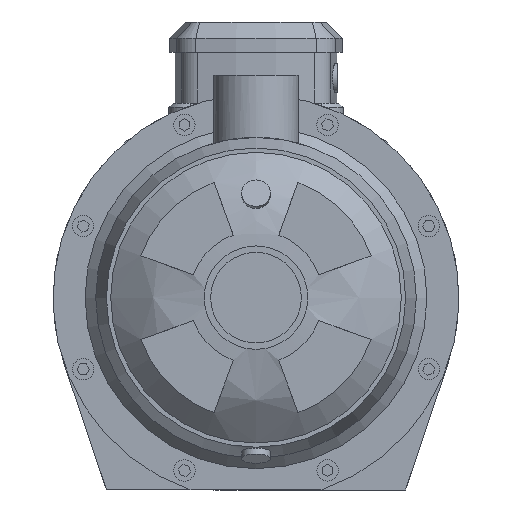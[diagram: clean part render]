
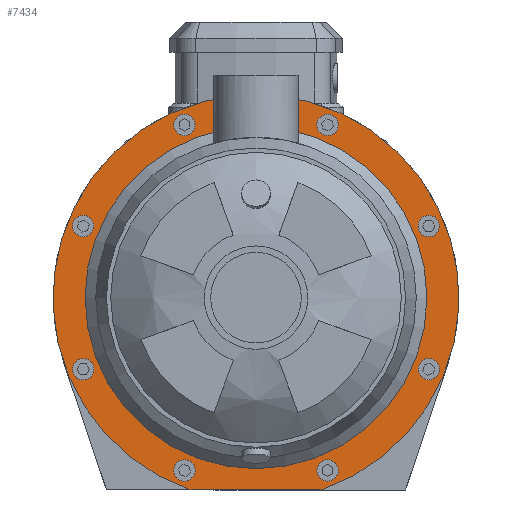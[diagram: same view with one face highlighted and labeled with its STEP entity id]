
A CAD part, left-side view. The second image highlights one B-rep face of the part: STEP entity #7434.
In plain terms, the highlighted planar face has unit normal (-1, 0, 0).
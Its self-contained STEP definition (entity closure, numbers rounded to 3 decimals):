
#173=FACE_BOUND('',#1257,.T.);
#174=FACE_BOUND('',#1258,.T.);
#175=FACE_BOUND('',#1259,.T.);
#176=FACE_BOUND('',#1260,.T.);
#177=FACE_BOUND('',#1261,.T.);
#178=FACE_BOUND('',#1262,.T.);
#179=FACE_BOUND('',#1263,.T.);
#180=FACE_BOUND('',#1264,.T.);
#181=FACE_BOUND('',#1265,.T.);
#207=CIRCLE('',#7839,5.);
#209=CIRCLE('',#7843,5.);
#211=CIRCLE('',#7847,5.);
#213=CIRCLE('',#7851,5.);
#215=CIRCLE('',#7855,5.);
#217=CIRCLE('',#7859,5.);
#219=CIRCLE('',#7863,5.);
#221=CIRCLE('',#7874,5.);
#254=CIRCLE('',#7940,80.);
#255=CIRCLE('',#7942,95.);
#780=FACE_OUTER_BOUND('',#1256,.T.);
#1256=EDGE_LOOP('',(#5217,#5218));
#1257=EDGE_LOOP('',(#5219));
#1258=EDGE_LOOP('',(#5220));
#1259=EDGE_LOOP('',(#5221));
#1260=EDGE_LOOP('',(#5222));
#1261=EDGE_LOOP('',(#5223));
#1262=EDGE_LOOP('',(#5224));
#1263=EDGE_LOOP('',(#5225));
#1264=EDGE_LOOP('',(#5226));
#1265=EDGE_LOOP('',(#5227));
#1777=LINE('',#11183,#2449);
#2449=VECTOR('',#8903,60.828);
#3062=VERTEX_POINT('',#11098);
#3064=VERTEX_POINT('',#11104);
#3066=VERTEX_POINT('',#11110);
#3068=VERTEX_POINT('',#11116);
#3070=VERTEX_POINT('',#11122);
#3072=VERTEX_POINT('',#11128);
#3074=VERTEX_POINT('',#11134);
#3088=VERTEX_POINT('',#11177);
#3089=VERTEX_POINT('',#11181);
#3090=VERTEX_POINT('',#11182);
#3132=VERTEX_POINT('',#11541);
#3838=EDGE_CURVE('',#3062,#3062,#207,.T.);
#3840=EDGE_CURVE('',#3064,#3064,#209,.T.);
#3842=EDGE_CURVE('',#3066,#3066,#211,.T.);
#3844=EDGE_CURVE('',#3068,#3068,#213,.T.);
#3846=EDGE_CURVE('',#3070,#3070,#215,.T.);
#3848=EDGE_CURVE('',#3072,#3072,#217,.T.);
#3850=EDGE_CURVE('',#3074,#3074,#219,.T.);
#3870=EDGE_CURVE('',#3088,#3088,#221,.T.);
#3871=EDGE_CURVE('',#3089,#3090,#1777,.T.);
#3927=EDGE_CURVE('',#3132,#3132,#254,.T.);
#3928=EDGE_CURVE('',#3089,#3090,#255,.T.);
#5217=ORIENTED_EDGE('',*,*,#3871,.T.);
#5218=ORIENTED_EDGE('',*,*,#3928,.F.);
#5219=ORIENTED_EDGE('',*,*,#3838,.T.);
#5220=ORIENTED_EDGE('',*,*,#3840,.T.);
#5221=ORIENTED_EDGE('',*,*,#3842,.T.);
#5222=ORIENTED_EDGE('',*,*,#3844,.T.);
#5223=ORIENTED_EDGE('',*,*,#3846,.T.);
#5224=ORIENTED_EDGE('',*,*,#3848,.T.);
#5225=ORIENTED_EDGE('',*,*,#3850,.T.);
#5226=ORIENTED_EDGE('',*,*,#3870,.T.);
#5227=ORIENTED_EDGE('',*,*,#3927,.T.);
#7110=PLANE('',#7941);
#7434=ADVANCED_FACE('',(#780,#173,#174,#175,#176,#177,#178,#179,#180,#181),
#7110,.T.);
#7839=AXIS2_PLACEMENT_3D('',#11099,#8809,#8810);
#7843=AXIS2_PLACEMENT_3D('',#11105,#8817,#8818);
#7847=AXIS2_PLACEMENT_3D('',#11111,#8825,#8826);
#7851=AXIS2_PLACEMENT_3D('',#11117,#8833,#8834);
#7855=AXIS2_PLACEMENT_3D('',#11123,#8841,#8842);
#7859=AXIS2_PLACEMENT_3D('',#11129,#8849,#8850);
#7863=AXIS2_PLACEMENT_3D('',#11135,#8857,#8858);
#7874=AXIS2_PLACEMENT_3D('',#11178,#8897,#8898);
#7940=AXIS2_PLACEMENT_3D('',#11542,#9049,#9050);
#7941=AXIS2_PLACEMENT_3D('',#11543,#9051,#9052);
#7942=AXIS2_PLACEMENT_3D('',#11544,#9053,#9054);
#8809=DIRECTION('center_axis',(1.,0.,0.));
#8810=DIRECTION('ref_axis',(0.,-0.707,-0.707));
#8817=DIRECTION('center_axis',(1.,0.,0.));
#8818=DIRECTION('ref_axis',(0.,-1.,0.));
#8825=DIRECTION('center_axis',(1.,0.,0.));
#8826=DIRECTION('ref_axis',(0.,-0.707,0.707));
#8833=DIRECTION('center_axis',(1.,0.,0.));
#8834=DIRECTION('ref_axis',(0.,0.,1.));
#8841=DIRECTION('center_axis',(1.,0.,0.));
#8842=DIRECTION('ref_axis',(0.,0.707,0.707));
#8849=DIRECTION('center_axis',(1.,0.,0.));
#8850=DIRECTION('ref_axis',(0.,1.,0.));
#8857=DIRECTION('center_axis',(1.,0.,0.));
#8858=DIRECTION('ref_axis',(0.,0.707,-0.707));
#8897=DIRECTION('center_axis',(1.,0.,0.));
#8898=DIRECTION('ref_axis',(0.,0.,-1.));
#8903=DIRECTION('',(0.,-1.,0.));
#9049=DIRECTION('center_axis',(1.,0.,0.));
#9050=DIRECTION('ref_axis',(0.,1.,0.));
#9051=DIRECTION('center_axis',(-1.,0.,0.));
#9052=DIRECTION('ref_axis',(0.,0.,1.));
#9053=DIRECTION('center_axis',(1.,0.,0.));
#9054=DIRECTION('ref_axis',(0.,1.,0.));
#11098=CARTESIAN_POINT('',(42.,84.375,127.02));
#11099=CARTESIAN_POINT('Origin',(42.,80.839,123.485));
#11104=CARTESIAN_POINT('',(42.,85.839,56.515));
#11105=CARTESIAN_POINT('Origin',(42.,80.839,56.515));
#11110=CARTESIAN_POINT('',(42.,37.02,5.625));
#11111=CARTESIAN_POINT('Origin',(42.,33.485,9.161));
#11116=CARTESIAN_POINT('',(42.,-33.485,4.161));
#11117=CARTESIAN_POINT('Origin',(42.,-33.485,9.161));
#11122=CARTESIAN_POINT('',(42.,-84.375,52.98));
#11123=CARTESIAN_POINT('Origin',(42.,-80.839,56.515));
#11128=CARTESIAN_POINT('',(42.,-85.839,123.485));
#11129=CARTESIAN_POINT('Origin',(42.,-80.839,123.485));
#11134=CARTESIAN_POINT('',(42.,-37.02,174.375));
#11135=CARTESIAN_POINT('Origin',(42.,-33.485,170.839));
#11177=CARTESIAN_POINT('',(42.,33.485,175.839));
#11178=CARTESIAN_POINT('Origin',(42.,33.485,170.839));
#11181=CARTESIAN_POINT('',(42.,30.414,0.));
#11182=CARTESIAN_POINT('',(42.,-30.414,0.));
#11183=CARTESIAN_POINT('',(42.,58.957,0.));
#11541=CARTESIAN_POINT('',(42.,80.,90.));
#11542=CARTESIAN_POINT('Origin',(42.,0.,90.));
#11543=CARTESIAN_POINT('Origin',(42.,87.5,90.));
#11544=CARTESIAN_POINT('Origin',(42.,0.,90.));
